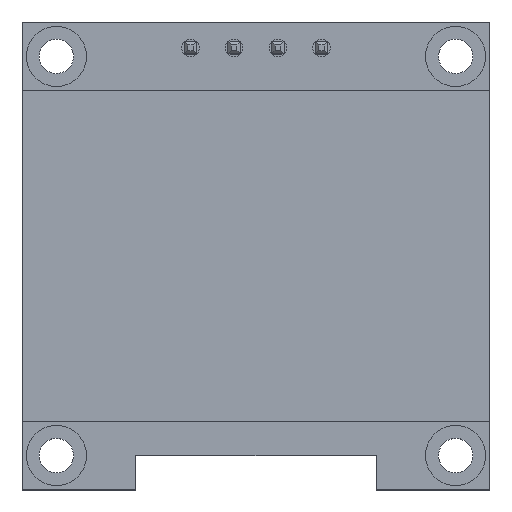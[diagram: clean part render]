
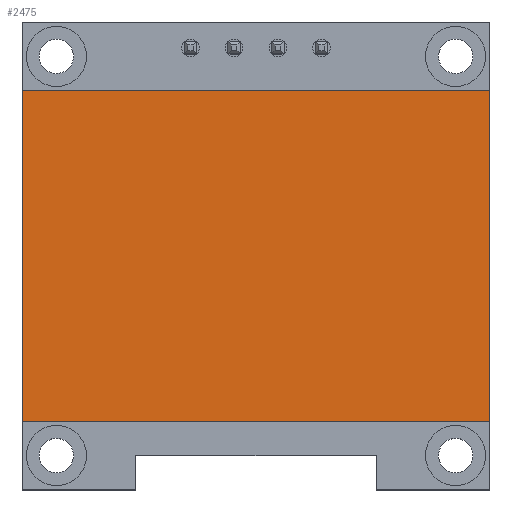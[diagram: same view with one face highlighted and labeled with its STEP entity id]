
A CAD part, top view. The second image highlights one B-rep face of the part: STEP entity #2475.
In plain terms, the highlighted planar face has unit normal (0, 0, 1).
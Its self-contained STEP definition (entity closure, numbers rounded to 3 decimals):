
#87=PLANE('',#2682);
#239=FACE_OUTER_BOUND('',#415,.T.);
#415=EDGE_LOOP('',(#1901,#1902,#1903,#1904));
#579=LINE('',#3636,#887);
#582=LINE('',#3642,#890);
#585=LINE('',#3648,#893);
#588=LINE('',#3652,#896);
#887=VECTOR('',#2974,10.);
#890=VECTOR('',#2979,10.);
#893=VECTOR('',#2984,10.);
#896=VECTOR('',#2989,10.);
#1235=VERTEX_POINT('',#3633);
#1236=VERTEX_POINT('',#3635);
#1238=VERTEX_POINT('',#3641);
#1240=VERTEX_POINT('',#3647);
#1475=EDGE_CURVE('',#1236,#1235,#579,.T.);
#1478=EDGE_CURVE('',#1238,#1236,#582,.T.);
#1481=EDGE_CURVE('',#1240,#1238,#585,.T.);
#1484=EDGE_CURVE('',#1235,#1240,#588,.T.);
#1901=ORIENTED_EDGE('',*,*,#1484,.T.);
#1902=ORIENTED_EDGE('',*,*,#1481,.T.);
#1903=ORIENTED_EDGE('',*,*,#1478,.T.);
#1904=ORIENTED_EDGE('',*,*,#1475,.T.);
#2475=ADVANCED_FACE('',(#239),#87,.T.);
#2682=AXIS2_PLACEMENT_3D('',#3653,#2990,#2991);
#2974=DIRECTION('',(0.,1.,0.));
#2979=DIRECTION('',(1.,0.,0.));
#2984=DIRECTION('',(0.,-1.,0.));
#2989=DIRECTION('',(-1.,0.,0.));
#2990=DIRECTION('center_axis',(0.,0.,1.));
#2991=DIRECTION('ref_axis',(1.,0.,0.));
#3633=CARTESIAN_POINT('',(13.6,9.63,3.));
#3635=CARTESIAN_POINT('',(13.6,-9.63,3.));
#3636=CARTESIAN_POINT('',(13.6,9.63,3.));
#3641=CARTESIAN_POINT('',(-13.6,-9.63,3.));
#3642=CARTESIAN_POINT('',(13.6,-9.63,3.));
#3647=CARTESIAN_POINT('',(-13.6,9.63,3.));
#3648=CARTESIAN_POINT('',(-13.6,-9.63,3.));
#3652=CARTESIAN_POINT('',(-13.6,9.63,3.));
#3653=CARTESIAN_POINT('Origin',(0.,0.,3.));
